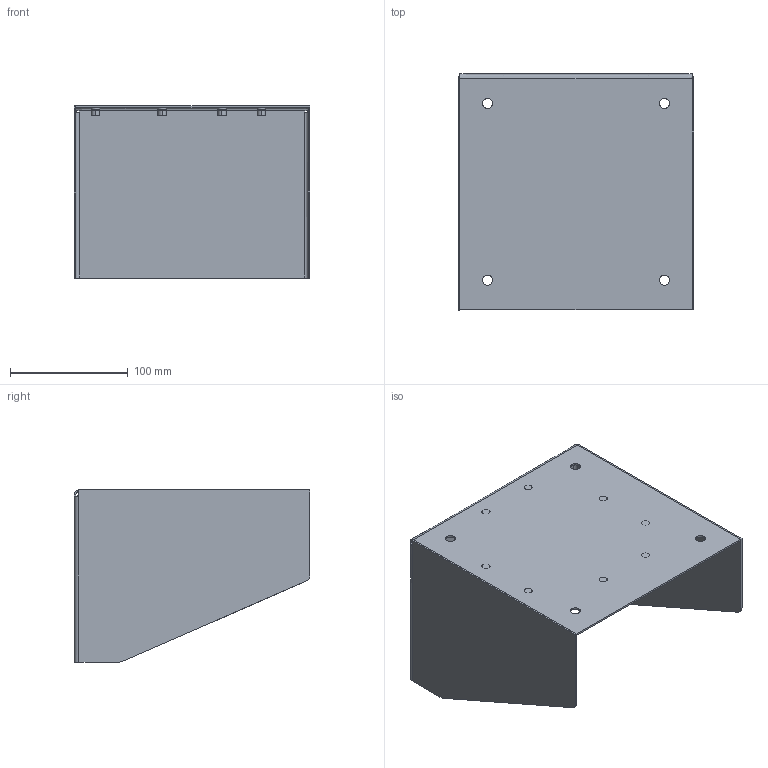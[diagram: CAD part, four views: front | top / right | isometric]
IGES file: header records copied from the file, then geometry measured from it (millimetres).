
Start section:  PTC IGES file: 159666.igs
Global section: file name: 159666.igs; native system: Pro/ENGINEER by Parametric Technology Corporation; preprocessor: 2009141; author: banengservice; organization: Unknown; date: 20120731.132014; units: inch
Bounding box: 200 x 200.19 x 146 mm (x, y, z)
Volume: 172760.9 mm3; surface area: 233140.7 mm2
Topology: 1 solids, 1 shells, 244 faces, 530 edges, 328 vertices
Faces by surface type: revolution 162, bspline 82
